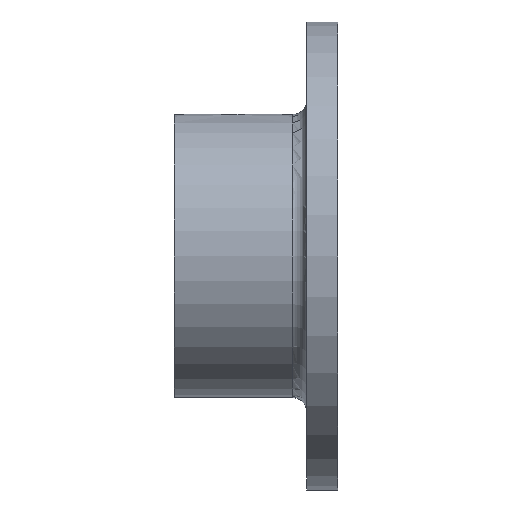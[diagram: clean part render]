
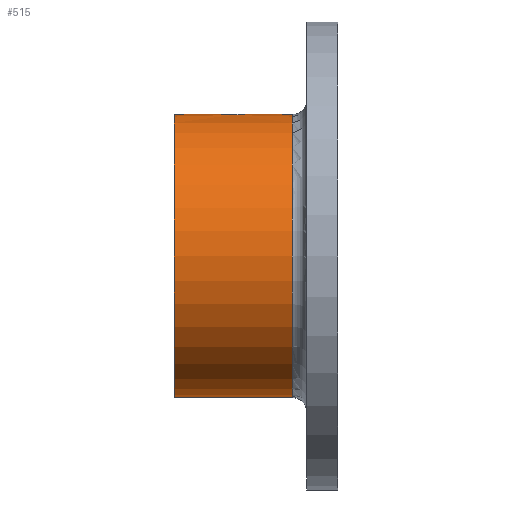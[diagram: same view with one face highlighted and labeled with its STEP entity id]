
A CAD part, left-side view. The second image highlights one B-rep face of the part: STEP entity #515.
In plain terms, the highlighted cylindrical face has radius 24.2 mm (diameter 48.4 mm), a partial arc.
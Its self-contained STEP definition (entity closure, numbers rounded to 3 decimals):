
#151 = CIRCLE ( 'NONE', #17287, 24.2 ) ;
#259 = CARTESIAN_POINT ( 'NONE',  ( 0., 0., 24.2 ) ) ;
#515 = ADVANCED_FACE ( 'NONE', ( #3908 ), #9816, .T. ) ;
#992 = CARTESIAN_POINT ( 'NONE',  ( -1.281, 16.33, 24.166 ) ) ;
#1057 = CARTESIAN_POINT ( 'NONE',  ( -1.679, 16.709, 24.142 ) ) ;
#1088 = CARTESIAN_POINT ( 'NONE',  ( -1.583, 19.387, 24.148 ) ) ;
#1123 = ORIENTED_EDGE ( 'NONE', *, *, #13901, .F. ) ;
#1624 = ORIENTED_EDGE ( 'NONE', *, *, #10520, .T. ) ;
#1840 = CARTESIAN_POINT ( 'NONE',  ( 0., 0., 24.2 ) ) ;
#2159 = CARTESIAN_POINT ( 'NONE',  ( 0., 15.9, 24.2 ) ) ;
#2432 = CARTESIAN_POINT ( 'NONE',  ( -1.053, 19.822, 24.177 ) ) ;
#2462 = CARTESIAN_POINT ( 'NONE',  ( -0.139, 15.9, 24.2 ) ) ;
#2556 = CARTESIAN_POINT ( 'NONE',  ( -1.822, 19.053, 24.131 ) ) ;
#2679 = VERTEX_POINT ( 'NONE', #14258 ) ;
#2716 = ORIENTED_EDGE ( 'NONE', *, *, #10883, .F. ) ;
#2889 = ORIENTED_EDGE ( 'NONE', *, *, #17895, .F. ) ;
#3282 = DIRECTION ( 'NONE',  ( 0., -1., 0. ) ) ;
#3289 = CARTESIAN_POINT ( 'NONE',  ( 0., 28., 24.2 ) ) ;
#3772 = CARTESIAN_POINT ( 'NONE',  ( -2.1, 18., 24.109 ) ) ;
#3860 = CARTESIAN_POINT ( 'NONE',  ( -1.281, 19.67, 24.166 ) ) ;
#3908 = FACE_OUTER_BOUND ( 'NONE', #12645, .T. ) ;
#4119 = CARTESIAN_POINT ( 'NONE',  ( 0., 28., -24.2 ) ) ;
#4121 = EDGE_CURVE ( 'NONE', #2679, #7085, #12709, .T. ) ;
#4243 = CIRCLE ( 'NONE', #10729, 24.2 ) ;
#5159 = DIRECTION ( 'NONE',  ( 0., -1., 0. ) ) ;
#5397 = CARTESIAN_POINT ( 'NONE',  ( -0.137, 20.1, 24.2 ) ) ;
#5618 = VECTOR ( 'NONE', #13634, 1000. ) ;
#5986 = DIRECTION ( 'NONE',  ( 0., -1., 0. ) ) ;
#6830 = VERTEX_POINT ( 'NONE', #11208 ) ;
#6868 = CARTESIAN_POINT ( 'NONE',  ( -0.931, 19.888, 24.182 ) ) ;
#6988 = ORIENTED_EDGE ( 'NONE', *, *, #7006, .T. ) ;
#7006 = EDGE_CURVE ( 'NONE', #8397, #16031, #16332, .T. ) ;
#7085 = VERTEX_POINT ( 'NONE', #7527 ) ;
#7527 = CARTESIAN_POINT ( 'NONE',  ( -2.1, 18., 24.109 ) ) ;
#8247 = CARTESIAN_POINT ( 'NONE',  ( -0.932, 16.113, 24.182 ) ) ;
#8305 = CARTESIAN_POINT ( 'NONE',  ( -2.045, 17.449, 24.114 ) ) ;
#8397 = VERTEX_POINT ( 'NONE', #4119 ) ;
#8581 = CARTESIAN_POINT ( 'NONE',  ( -2.1, 18.137, 24.109 ) ) ;
#8641 = CARTESIAN_POINT ( 'NONE',  ( 0., 0., 0. ) ) ;
#8840 = VECTOR ( 'NONE', #3282, 1000. ) ;
#9490 = CARTESIAN_POINT ( 'NONE',  ( -2.1, 17.726, 24.109 ) ) ;
#9598 = DIRECTION ( 'NONE',  ( 0., 0., -1. ) ) ;
#9674 = CARTESIAN_POINT ( 'NONE',  ( -0.544, 15.967, 24.194 ) ) ;
#9770 = B_SPLINE_CURVE_WITH_KNOTS ( 'NONE', 3,
 ( #3772, #9490, #8305, #16818, #1057, #13828, #992, #11154, #8247, #12473, #9674, #11099, #2462, #12530 ),
 .UNSPECIFIED., .F., .F.,
 ( 4, 2, 2, 2, 2, 2, 4 ),
 ( 0.007, 0.007, 0.008, 0.009, 0.009, 0.009, 0.01 ),
 .UNSPECIFIED. ) ;
#9816 = CYLINDRICAL_SURFACE ( 'NONE', #11141, 24.2 ) ;
#9893 = DIRECTION ( 'NONE',  ( 0., 0., -1. ) ) ;
#9957 = CARTESIAN_POINT ( 'NONE',  ( -2.033, 18.545, 24.115 ) ) ;
#10205 = VERTEX_POINT ( 'NONE', #2159 ) ;
#10520 = EDGE_CURVE ( 'NONE', #15555, #8397, #4243, .T. ) ;
#10577 = EDGE_CURVE ( 'NONE', #6830, #16031, #151, .T. ) ;
#10729 = AXIS2_PLACEMENT_3D ( 'NONE', #16733, #5159, #15272 ) ;
#10883 = EDGE_CURVE ( 'NONE', #10205, #6830, #15551, .T. ) ;
#11099 = CARTESIAN_POINT ( 'NONE',  ( -0.275, 15.914, 24.199 ) ) ;
#11141 = AXIS2_PLACEMENT_3D ( 'NONE', #8641, #14295, #9893 ) ;
#11154 = CARTESIAN_POINT ( 'NONE',  ( -1.052, 16.177, 24.177 ) ) ;
#11179 = CARTESIAN_POINT ( 'NONE',  ( -1.67, 19.281, 24.142 ) ) ;
#11208 = CARTESIAN_POINT ( 'NONE',  ( 0., 7.8, 24.2 ) ) ;
#11977 = VECTOR ( 'NONE', #5986, 1000. ) ;
#12240 = ORIENTED_EDGE ( 'NONE', *, *, #4121, .F. ) ;
#12444 = CARTESIAN_POINT ( 'NONE',  ( 0., 20.1, 24.2 ) ) ;
#12473 = CARTESIAN_POINT ( 'NONE',  ( -0.677, 16.007, 24.191 ) ) ;
#12530 = CARTESIAN_POINT ( 'NONE',  ( 0., 15.9, 24.2 ) ) ;
#12626 = CARTESIAN_POINT ( 'NONE',  ( -1.888, 18.931, 24.126 ) ) ;
#12645 = EDGE_LOOP ( 'NONE', ( #1123, #1624, #6988, #13304, #2716, #2889, #12240 ) ) ;
#12709 = B_SPLINE_CURVE_WITH_KNOTS ( 'NONE', 3,
 ( #12444, #5397, #16846, #18298, #15502, #6868, #2432, #3860, #18423, #1088, #11179, #2556, #12626, #17334, #9957, #17219, #8581, #18674 ),
 .UNSPECIFIED., .F., .F.,
 ( 4, 2, 2, 2, 2, 2, 2, 2, 4 ),
 ( 0.003, 0.004, 0.004, 0.005, 0.005, 0.005, 0.006, 0.006, 0.007 ),
 .UNSPECIFIED. ) ;
#13304 = ORIENTED_EDGE ( 'NONE', *, *, #10577, .F. ) ;
#13634 = DIRECTION ( 'NONE',  ( 0., -1., 0. ) ) ;
#13828 = CARTESIAN_POINT ( 'NONE',  ( -1.389, 16.419, 24.16 ) ) ;
#13901 = EDGE_CURVE ( 'NONE', #15555, #2679, #16732, .T. ) ;
#14258 = CARTESIAN_POINT ( 'NONE',  ( 0., 20.1, 24.2 ) ) ;
#14295 = DIRECTION ( 'NONE',  ( 0., -1., 0. ) ) ;
#15272 = DIRECTION ( 'NONE',  ( 0., 0., -1. ) ) ;
#15344 = CARTESIAN_POINT ( 'NONE',  ( 0., 7.8, 0. ) ) ;
#15502 = CARTESIAN_POINT ( 'NONE',  ( -0.676, 19.993, 24.191 ) ) ;
#15551 = LINE ( 'NONE', #1840, #5618 ) ;
#15555 = VERTEX_POINT ( 'NONE', #3289 ) ;
#15788 = CARTESIAN_POINT ( 'NONE',  ( 0., 0., -24.2 ) ) ;
#16031 = VERTEX_POINT ( 'NONE', #16117 ) ;
#16117 = CARTESIAN_POINT ( 'NONE',  ( 0., 7.8, -24.2 ) ) ;
#16332 = LINE ( 'NONE', #15788, #11977 ) ;
#16732 = LINE ( 'NONE', #259, #8840 ) ;
#16733 = CARTESIAN_POINT ( 'NONE',  ( 0., 28., 0. ) ) ;
#16818 = CARTESIAN_POINT ( 'NONE',  ( -1.835, 16.944, 24.131 ) ) ;
#16846 = CARTESIAN_POINT ( 'NONE',  ( -0.276, 20.086, 24.199 ) ) ;
#17219 = CARTESIAN_POINT ( 'NONE',  ( -2.086, 18.276, 24.11 ) ) ;
#17287 = AXIS2_PLACEMENT_3D ( 'NONE', #15344, #18245, #9598 ) ;
#17334 = CARTESIAN_POINT ( 'NONE',  ( -1.993, 18.676, 24.118 ) ) ;
#17895 = EDGE_CURVE ( 'NONE', #7085, #10205, #9770, .T. ) ;
#18245 = DIRECTION ( 'NONE',  ( 0., -1., 0. ) ) ;
#18298 = CARTESIAN_POINT ( 'NONE',  ( -0.545, 20.033, 24.194 ) ) ;
#18423 = CARTESIAN_POINT ( 'NONE',  ( -1.387, 19.583, 24.16 ) ) ;
#18674 = CARTESIAN_POINT ( 'NONE',  ( -2.1, 18., 24.109 ) ) ;
